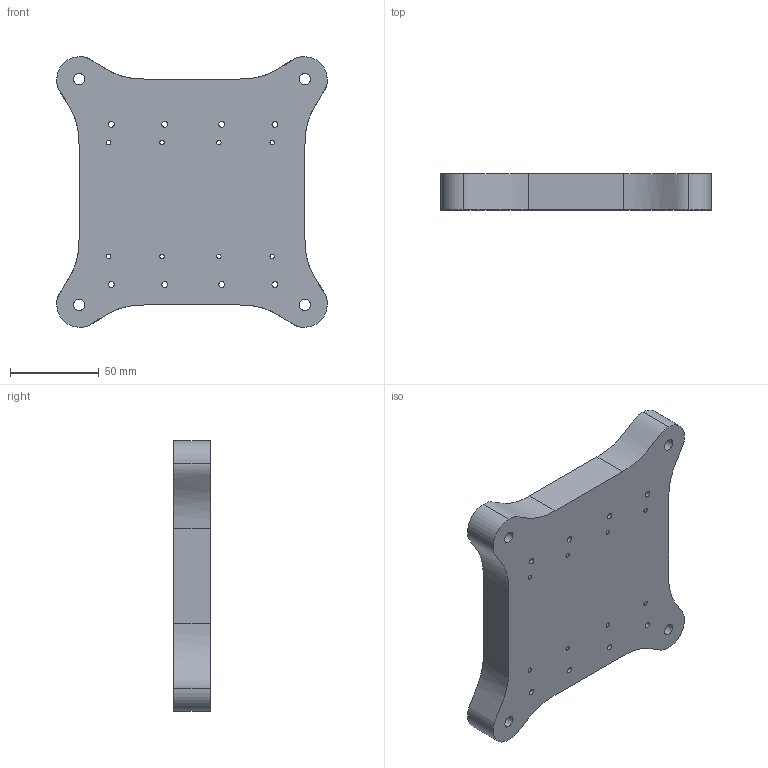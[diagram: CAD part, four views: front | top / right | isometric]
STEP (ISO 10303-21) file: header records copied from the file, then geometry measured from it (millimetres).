
FILE_DESCRIPTION(/* description */ (''),/* implementation_level */ '2;1');
FILE_NAME(/* name */ 'NicoLase3200HeatSinkBlock.step',/* time_stamp */ '2020-03-09T17:18:26-07:00',/* author */ (''),/* organization */ (''),/* preprocessor_version */ 'ST-DEVELOPER v18',/* originating_system */ 'Autodesk Translation Framework v8.12.0.6',/* authorisation */ '');
FILE_SCHEMA (('AUTOMOTIVE_DESIGN { 1 0 10303 214 3 1 1 }'));
Length unit declared in the file: millimetre
Products named in the file (1): HeatSinkBlock2HeadImperial
Bounding box: 152.03 x 20.37 x 152.03 mm (x, y, z)
Volume: 362628.6 mm3; surface area: 53202.4 mm2
Topology: 1 solids, 1 shells, 46 faces, 124 edges, 84 vertices
Faces by surface type: cylinder 28, plane 10, bspline 8
Full cylindrical faces by diameter (mm): 2.529 x8, 3.332 x8, 6.5 x4, 11 x4
Entity records: 2561 total; most frequent: CARTESIAN_POINT 1295, ORIENTED_EDGE 248, DIRECTION 246, EDGE_CURVE 124, AXIS2_PLACEMENT_3D 99, EDGE_LOOP 90, VERTEX_POINT 84, CIRCLE 60
